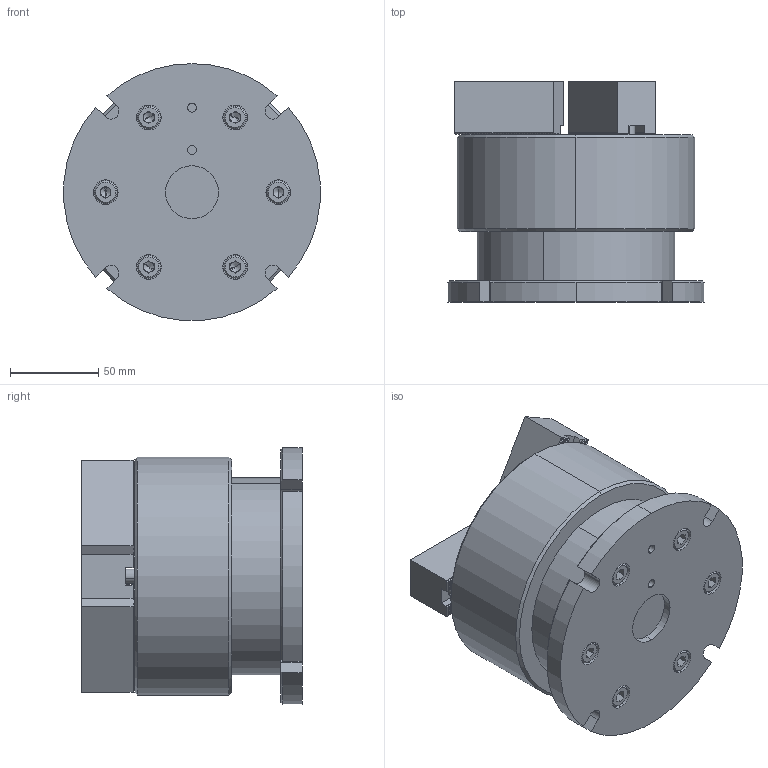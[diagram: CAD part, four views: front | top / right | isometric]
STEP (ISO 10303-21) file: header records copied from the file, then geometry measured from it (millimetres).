
FILE_DESCRIPTION (( 'STEP AP203' ), '1' );
FILE_NAME ('CF-VP-305.STEP', '2018-10-16T01:55:16', ( '' ), ( '' ), 'SwSTEP 2.0', 'SolidWorks 2016', '' );
FILE_SCHEMA (( 'CONFIG_CONTROL_DESIGN' ));
Length unit declared in the file: metre
Products named in the file (11): 圓頭內六角螺栓_M8x16; CF-3P-05; CF-VP-05-01000; 圓頭內六角螺栓_M8x25; 錐平頭六角孔螺栓_M4x12; 圓頭內六角螺栓_M8x60; CF-3P-05-04000; SJ-05; CF-VP-05-02000; CF-3P-05-0100G; CF-VP-305
Assembly tree (26 placements, depth 3):
  CF-VP-305
    CF-VP-05-01000
    CF-VP-05-02000
    CF-3P-05
      CF-3P-05-0100G
      CF-3P-05-04000
      錐平頭六角孔螺栓_M4x12  x3
      圓頭內六角螺栓_M8x25  x6
      SJ-05  x3
      圓頭內六角螺栓_M8x60  x3
    圓頭內六角螺栓_M8x16  x6
Bounding box: 145.53 x 125 x 145.76 mm (x, y, z)
Volume: 1345673 mm3; surface area: 201494.6 mm2
Topology: 25 solids, 25 shells, 1719 faces, 4627 edges, 2976 vertices
Faces by surface type: plane 1081, cylinder 479, cone 159
Entity records: 22303 total; most frequent: CARTESIAN_POINT 4124, ORIENTED_EDGE 3506, DIRECTION 3390, EDGE_CURVE 1753, LINE 1190, VECTOR 1190, VERTEX_POINT 1146, AXIS2_PLACEMENT_3D 1100
